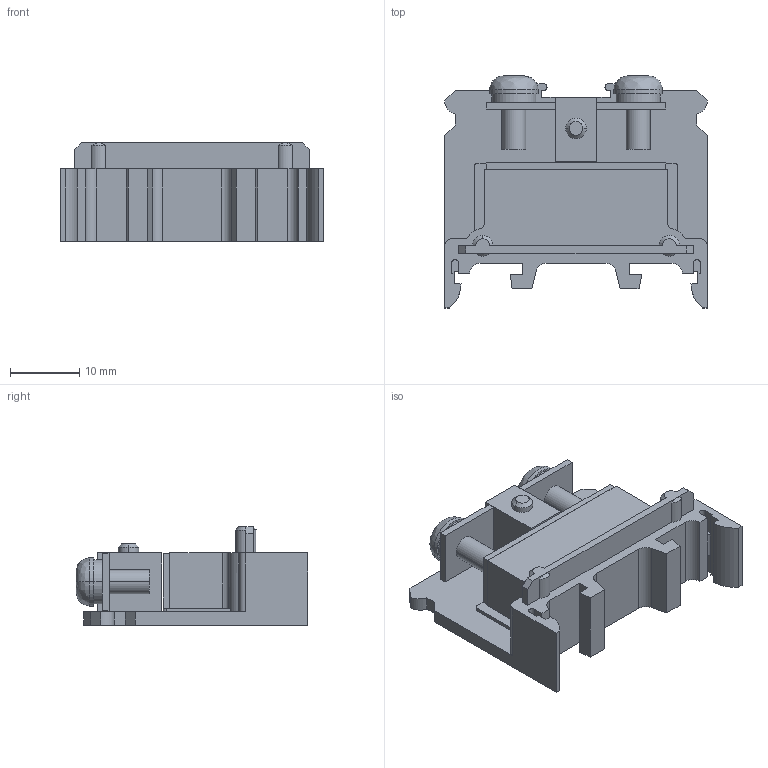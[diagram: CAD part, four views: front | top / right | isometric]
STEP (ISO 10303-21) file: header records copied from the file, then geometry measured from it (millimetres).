
FILE_DESCRIPTION (( 'STEP AP203' ), '1' );
FILE_NAME ('BNH15LW_rev1.1.STEP', '2023-10-04T07:53:21', ( '' ), ( '' ), 'SwSTEP 2.0', 'SolidWorks 2021', '' );
FILE_SCHEMA (( 'CONFIG_CONTROL_DESIGN' ));
Length unit declared in the file: millimetre
Products named in the file (2): BNH15LW_rev1.1; BNH15LW_rev1.1_蹬怮椔
Assembly tree (1 placements, depth 2):
  BNH15LW_rev1.1
    BNH15LW_rev1.1_蹬怮椔
Bounding box: 38 x 33.6 x 14.3 mm (x, y, z)
Volume: 6868.2 mm3; surface area: 5286.6 mm2
Topology: 1 solids, 1 shells, 175 faces, 466 edges, 305 vertices
Faces by surface type: plane 116, cylinder 48, cone 7, bspline 4
Entity records: 5667 total; most frequent: CARTESIAN_POINT 1042, ORIENTED_EDGE 932, DIRECTION 919, EDGE_CURVE 466, VECTOR 347, LINE 347, VERTEX_POINT 305, AXIS2_PLACEMENT_3D 286
